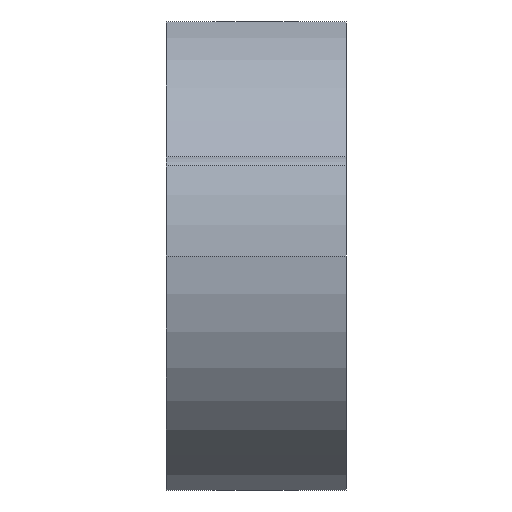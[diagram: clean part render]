
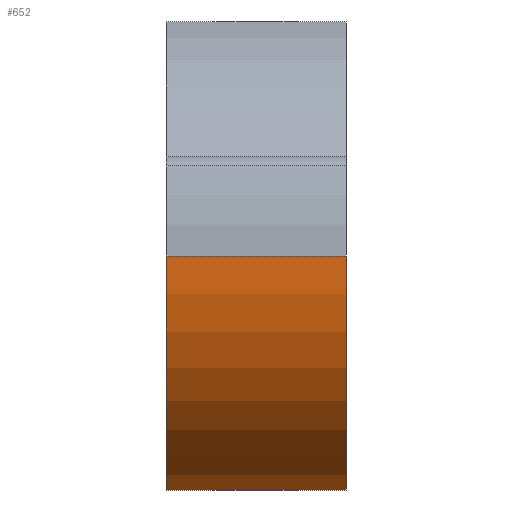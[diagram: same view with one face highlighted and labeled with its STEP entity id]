
A CAD part, left-side view. The second image highlights one B-rep face of the part: STEP entity #652.
In plain terms, the highlighted cylindrical face has radius 41 mm (diameter 82 mm), a partial arc.
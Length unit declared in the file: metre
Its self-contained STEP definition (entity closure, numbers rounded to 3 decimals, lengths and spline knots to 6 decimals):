
#652=ADVANCED_FACE('',(#1358),#1359,.T.);
#1358=FACE_OUTER_BOUND('',#2126,.T.);
#1359=CYLINDRICAL_SURFACE('',#2127,0.041);
#2126=EDGE_LOOP('',(#4233,#4234,#4235,#4236));
#2127=AXIS2_PLACEMENT_3D('',#4237,#4238,#4239);
#4233=ORIENTED_EDGE('',*,*,#5305,.F.);
#4234=ORIENTED_EDGE('',*,*,#4624,.F.);
#4235=ORIENTED_EDGE('',*,*,#5043,.T.);
#4236=ORIENTED_EDGE('',*,*,#5075,.T.);
#4237=CARTESIAN_POINT('',(0.0,0.015005,-0.015005));
#4238=DIRECTION('',(0.0,-1.0,0.));
#4239=DIRECTION('',(1.0,0.0,0.0));
#4624=EDGE_CURVE('0:6498',#5482,#5484,#5485,.T.);
#5043=EDGE_CURVE('0:6501',#5482,#6169,#6171,.T.);
#5075=EDGE_CURVE('0:6504',#6169,#6218,#6220,.T.);
#5305=EDGE_CURVE('',#5484,#6218,#6532,.T.);
#5482=VERTEX_POINT('',#6731);
#5484=VERTEX_POINT('',#6734);
#5485=CIRCLE('',#6735,0.041);
#6169=VERTEX_POINT('',#7926);
#6171=LINE('',#7929,#7930);
#6218=VERTEX_POINT('',#8009);
#6220=CIRCLE('',#8011,0.041);
#6532=LINE('',#8680,#8681);
#6731=CARTESIAN_POINT('',(-0.012649,0.015005,-0.054005));
#6734=CARTESIAN_POINT('',(-0.041,0.015005,-0.015005));
#6735=AXIS2_PLACEMENT_3D('',#8950,#8951,#8952);
#7926=CARTESIAN_POINT('',(-0.012649,-0.014995,-0.054005));
#7929=CARTESIAN_POINT('',(-0.012649,0.015005,-0.054005));
#7930=VECTOR('',#9322,0.000001);
#8009=CARTESIAN_POINT('',(-0.041,-0.014995,-0.015005));
#8011=AXIS2_PLACEMENT_3D('',#9368,#9369,#9370);
#8680=CARTESIAN_POINT('',(-0.041,0.000005,-0.015005));
#8681=VECTOR('',#9527,1.0);
#8950=CARTESIAN_POINT('',(0.0,0.015005,-0.015005));
#8951=DIRECTION('',(-0.0,1.0,0.));
#8952=DIRECTION('',(1.0,0.0,0.0));
#9322=DIRECTION('',(-0.0,-1.0,0.));
#9368=CARTESIAN_POINT('',(0.0,-0.014995,-0.015005));
#9369=DIRECTION('',(-0.0,1.0,0.));
#9370=DIRECTION('',(1.0,0.0,0.0));
#9527=DIRECTION('',(0.0,-1.0,0.));
